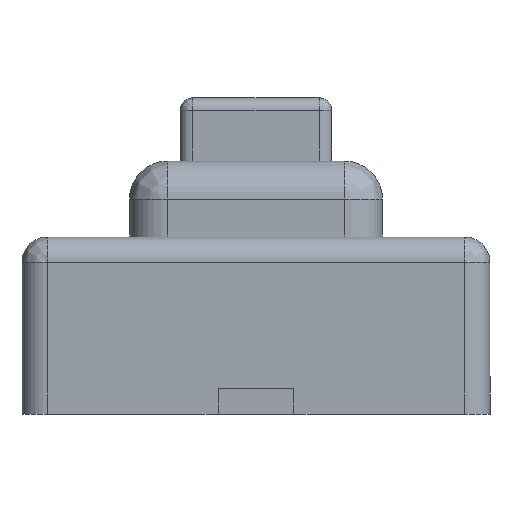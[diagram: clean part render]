
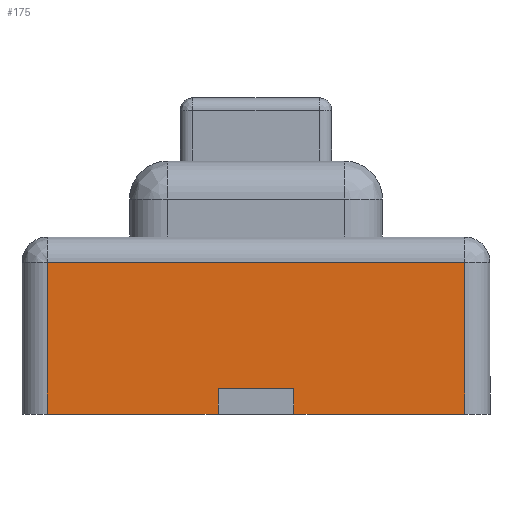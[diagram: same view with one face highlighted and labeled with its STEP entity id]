
A CAD part, left-side view. The second image highlights one B-rep face of the part: STEP entity #175.
In plain terms, the highlighted planar face has unit normal (-1, 0, 0).
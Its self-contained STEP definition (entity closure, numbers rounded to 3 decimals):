
#92 = VERTEX_POINT ( 'NONE', #913 ) ;
#94 = VERTEX_POINT ( 'NONE', #915 ) ;
#95 = VERTEX_POINT ( 'NONE', #916 ) ;
#96 = VERTEX_POINT ( 'NONE', #917 ) ;
#97 = VERTEX_POINT ( 'NONE', #918 ) ;
#98 = VERTEX_POINT ( 'NONE', #919 ) ;
#104 = VERTEX_POINT ( 'NONE', #921 ) ;
#175 = ADVANCED_FACE ( 'NONE', ( #1387 ), #1369, .T. ) ;
#215 = EDGE_CURVE ( 'NONE', #104, #92, #1944, .T. ) ;
#216 = EDGE_CURVE ( 'NONE', #579, #104, #1947, .T. ) ;
#217 = EDGE_CURVE ( 'NONE', #92, #94, #1950, .T. ) ;
#218 = EDGE_CURVE ( 'NONE', #96, #94, #1953, .T. ) ;
#219 = EDGE_CURVE ( 'NONE', #96, #95, #1956, .T. ) ;
#220 = EDGE_CURVE ( 'NONE', #95, #98, #1959, .T. ) ;
#221 = EDGE_CURVE ( 'NONE', #98, #97, #1962, .T. ) ;
#222 = EDGE_CURVE ( 'NONE', #97, #579, #1965, .T. ) ;
#489 = ORIENTED_EDGE ( 'NONE', *, *, #215, .T. ) ;
#490 = ORIENTED_EDGE ( 'NONE', *, *, #218, .F. ) ;
#491 = ORIENTED_EDGE ( 'NONE', *, *, #219, .T. ) ;
#492 = ORIENTED_EDGE ( 'NONE', *, *, #220, .T. ) ;
#493 = ORIENTED_EDGE ( 'NONE', *, *, #221, .T. ) ;
#494 = ORIENTED_EDGE ( 'NONE', *, *, #222, .T. ) ;
#579 = VERTEX_POINT ( 'NONE', #2606 ) ;
#631 = ORIENTED_EDGE ( 'NONE', *, *, #216, .T. ) ;
#632 = ORIENTED_EDGE ( 'NONE', *, *, #217, .T. ) ;
#639 = EDGE_LOOP ( 'NONE', ( #631, #489, #632, #490, #491, #492, #493, #494 ) ) ;
#913 = CARTESIAN_POINT ( 'NONE',  ( 0., -3.5, 0. ) ) ;
#915 = CARTESIAN_POINT ( 'NONE',  ( 0., -3.5, 1.2 ) ) ;
#916 = CARTESIAN_POINT ( 'NONE',  ( 0., -0.2, 0. ) ) ;
#917 = CARTESIAN_POINT ( 'NONE',  ( 0., -0.2, 1.2 ) ) ;
#918 = CARTESIAN_POINT ( 'NONE',  ( 0., -1.55, 0.2 ) ) ;
#919 = CARTESIAN_POINT ( 'NONE',  ( 0., -1.55, 0. ) ) ;
#921 = CARTESIAN_POINT ( 'NONE',  ( 0., -2.15, 0. ) ) ;
#1369 = PLANE ( 'NONE',  #1389 ) ;
#1370 = CARTESIAN_POINT ( 'NONE',  ( 0., -3.7, 0. ) ) ;
#1371 = DIRECTION ( 'NONE',  ( -1., 0., 0. ) ) ;
#1372 = DIRECTION ( 'NONE',  ( 0., 0., 1. ) ) ;
#1387 = FACE_OUTER_BOUND ( 'NONE', #639, .T. ) ;
#1389 = AXIS2_PLACEMENT_3D ( 'NONE', #1370, #1371, #1372 ) ;
#1894 = VECTOR ( 'NONE', #1946, 1000. ) ;
#1895 = VECTOR ( 'NONE', #1949, 1000. ) ;
#1944 = LINE ( 'NONE', #1945, #1894 ) ;
#1945 = CARTESIAN_POINT ( 'NONE',  ( 0., -3.7, 0. ) ) ;
#1946 = DIRECTION ( 'NONE',  ( 0., -1., 0. ) ) ;
#1947 = LINE ( 'NONE', #1948, #1895 ) ;
#1948 = CARTESIAN_POINT ( 'NONE',  ( 0., -2.15, 0. ) ) ;
#1949 = DIRECTION ( 'NONE',  ( 0., 0., -1. ) ) ;
#1950 = LINE ( 'NONE', #1951, #2030 ) ;
#1951 = CARTESIAN_POINT ( 'NONE',  ( 0., -3.5, 0. ) ) ;
#1952 = DIRECTION ( 'NONE',  ( 0., 0., 1. ) ) ;
#1953 = LINE ( 'NONE', #1954, #2031 ) ;
#1954 = CARTESIAN_POINT ( 'NONE',  ( 0., -2.775, 1.2 ) ) ;
#1955 = DIRECTION ( 'NONE',  ( 0., -1., 0. ) ) ;
#1956 = LINE ( 'NONE', #1957, #2032 ) ;
#1957 = CARTESIAN_POINT ( 'NONE',  ( 0., -0.2, 0. ) ) ;
#1958 = DIRECTION ( 'NONE',  ( 0., 0., -1. ) ) ;
#1959 = LINE ( 'NONE', #1960, #2033 ) ;
#1960 = CARTESIAN_POINT ( 'NONE',  ( 0., -3.7, 0. ) ) ;
#1961 = DIRECTION ( 'NONE',  ( 0., -1., 0. ) ) ;
#1962 = LINE ( 'NONE', #1963, #2034 ) ;
#1963 = CARTESIAN_POINT ( 'NONE',  ( 0., -1.55, 0. ) ) ;
#1964 = DIRECTION ( 'NONE',  ( 0., 0., 1. ) ) ;
#1965 = LINE ( 'NONE', #1966, #2035 ) ;
#1966 = CARTESIAN_POINT ( 'NONE',  ( 0., -3.7, 0.2 ) ) ;
#1967 = DIRECTION ( 'NONE',  ( 0., -1., 0. ) ) ;
#2030 = VECTOR ( 'NONE', #1952, 1000. ) ;
#2031 = VECTOR ( 'NONE', #1955, 1000. ) ;
#2032 = VECTOR ( 'NONE', #1958, 1000. ) ;
#2033 = VECTOR ( 'NONE', #1961, 1000. ) ;
#2034 = VECTOR ( 'NONE', #1964, 1000. ) ;
#2035 = VECTOR ( 'NONE', #1967, 1000. ) ;
#2606 = CARTESIAN_POINT ( 'NONE',  ( 0., -2.15, 0.2 ) ) ;
